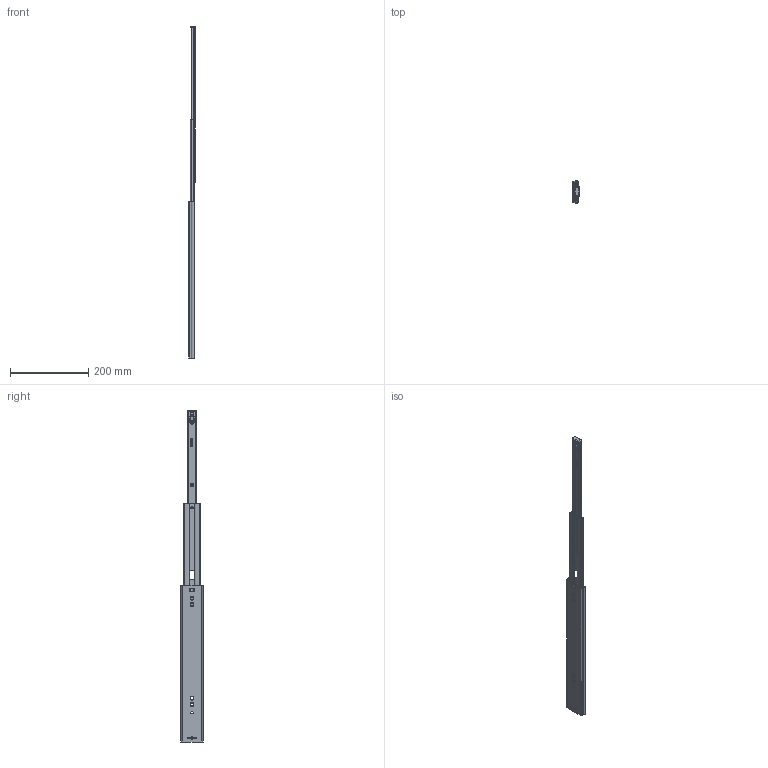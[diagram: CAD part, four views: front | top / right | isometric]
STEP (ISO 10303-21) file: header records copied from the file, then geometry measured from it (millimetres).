
FILE_DESCRIPTION(/* description */ ('Überauszug Serie 038 400x450'),/* implementation_level */ '2;1');
FILE_NAME(/* name */ '07000069003.stp',/* time_stamp */ '2020-06-18T16:04:52+02:00',/* author */ ('Dennis Bruder'),/* organization */ (''),/* preprocessor_version */ 'ST-DEVELOPER v18',/* originating_system */ 'Autodesk Inventor 2020',/* authorisation */ '');
FILE_SCHEMA (('AUTOMOTIVE_DESIGN { 1 0 10303 214 3 1 1 }'));
Products named in the file (1): 07000069003
Bounding box: 18.85 x 57.38 x 850 mm (x, y, z)
Volume: 159563.6 mm3; surface area: 205545.5 mm2
Topology: 58 solids, 58 shells, 2879 faces, 8589 edges, 5709 vertices
Faces by surface type: plane 1319, cylinder 783, cone 362, torus 188, bspline 177, sphere 50
Full cylindrical faces by diameter (mm): 3.5 x2, 4.5 x8, 4.6 x7, 5.9 x3, 6 x5, 8 x6, 8.2 x2
Entity records: 121363 total; most frequent: CARTESIAN_POINT 43839, ORIENTED_EDGE 16978, DIRECTION 14210, EDGE_CURVE 8489, VERTEX_POINT 5709, AXIS2_PLACEMENT_3D 4987, LINE 4236, VECTOR 4236
